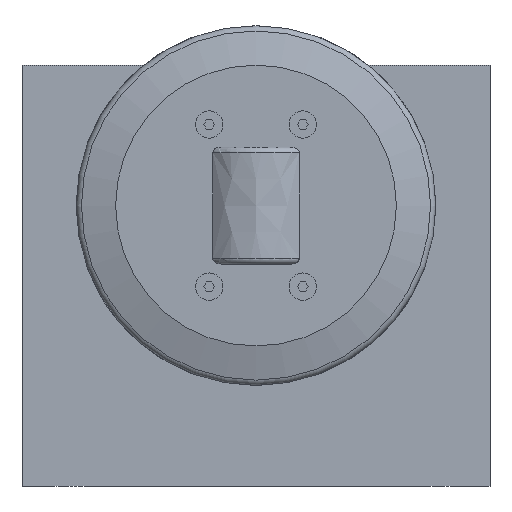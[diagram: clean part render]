
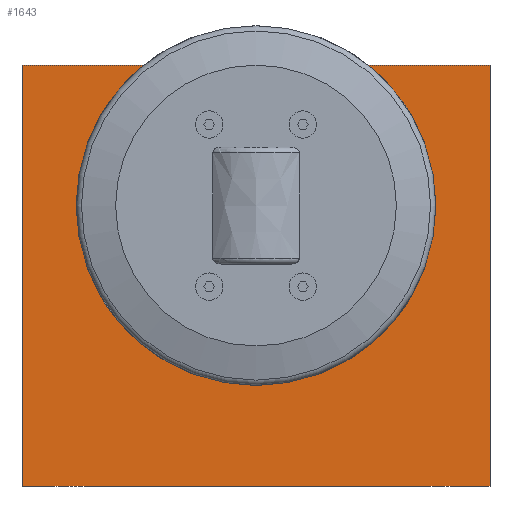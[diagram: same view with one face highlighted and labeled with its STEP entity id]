
A CAD part, front view. The second image highlights one B-rep face of the part: STEP entity #1643.
In plain terms, the highlighted planar face has unit normal (0, -1, 0).
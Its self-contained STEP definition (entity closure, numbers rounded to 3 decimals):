
#51=FACE_BOUND('',#322,.T.);
#101=CIRCLE('',#1797,51.);
#213=FACE_OUTER_BOUND('',#321,.T.);
#321=EDGE_LOOP('',(#1452,#1453,#1454,#1455));
#322=EDGE_LOOP('',(#1456));
#442=LINE('',#2641,#602);
#446=LINE('',#2653,#606);
#462=LINE('',#2715,#622);
#465=LINE('',#2719,#625);
#602=VECTOR('',#2097,10.);
#606=VECTOR('',#2107,10.);
#622=VECTOR('',#2163,10.);
#625=VECTOR('',#2168,10.);
#756=VERTEX_POINT('',#2638);
#757=VERTEX_POINT('',#2640);
#762=VERTEX_POINT('',#2652);
#788=VERTEX_POINT('',#2714);
#797=VERTEX_POINT('',#2770);
#956=EDGE_CURVE('',#757,#756,#442,.T.);
#962=EDGE_CURVE('',#762,#757,#446,.T.);
#993=EDGE_CURVE('',#762,#788,#462,.T.);
#996=EDGE_CURVE('',#788,#756,#465,.T.);
#1021=EDGE_CURVE('',#797,#797,#101,.T.);
#1452=ORIENTED_EDGE('',*,*,#956,.T.);
#1453=ORIENTED_EDGE('',*,*,#996,.F.);
#1454=ORIENTED_EDGE('',*,*,#993,.F.);
#1455=ORIENTED_EDGE('',*,*,#962,.T.);
#1456=ORIENTED_EDGE('',*,*,#1021,.T.);
#1563=PLANE('',#1796);
#1643=ADVANCED_FACE('',(#213,#51),#1563,.T.);
#1796=AXIS2_PLACEMENT_3D('',#2769,#2227,#2228);
#1797=AXIS2_PLACEMENT_3D('',#2771,#2229,#2230);
#2097=DIRECTION('',(0.,0.,1.));
#2107=DIRECTION('',(1.,0.,0.));
#2163=DIRECTION('',(0.,0.,1.));
#2168=DIRECTION('',(1.,0.,0.));
#2227=DIRECTION('center_axis',(0.,-1.,0.));
#2228=DIRECTION('ref_axis',(0.,0.,-1.));
#2229=DIRECTION('center_axis',(0.,1.,0.));
#2230=DIRECTION('ref_axis',(0.,0.,
-1.));
#2638=CARTESIAN_POINT('',(200.,0.,180.));
#2640=CARTESIAN_POINT('',(200.,0.,0.));
#2641=CARTESIAN_POINT('',(200.,0.,0.));
#2652=CARTESIAN_POINT('',(0.,0.,0.));
#2653=CARTESIAN_POINT('',(0.,0.,0.));
#2714=CARTESIAN_POINT('',(0.,0.,180.));
#2715=CARTESIAN_POINT('',(0.,0.,0.));
#2719=CARTESIAN_POINT('',(0.,0.,180.));
#2769=CARTESIAN_POINT('Origin',(0.,0.,0.));
#2770=CARTESIAN_POINT('',(100.,0.,171.));
#2771=CARTESIAN_POINT('Origin',(100.,0.,120.));
